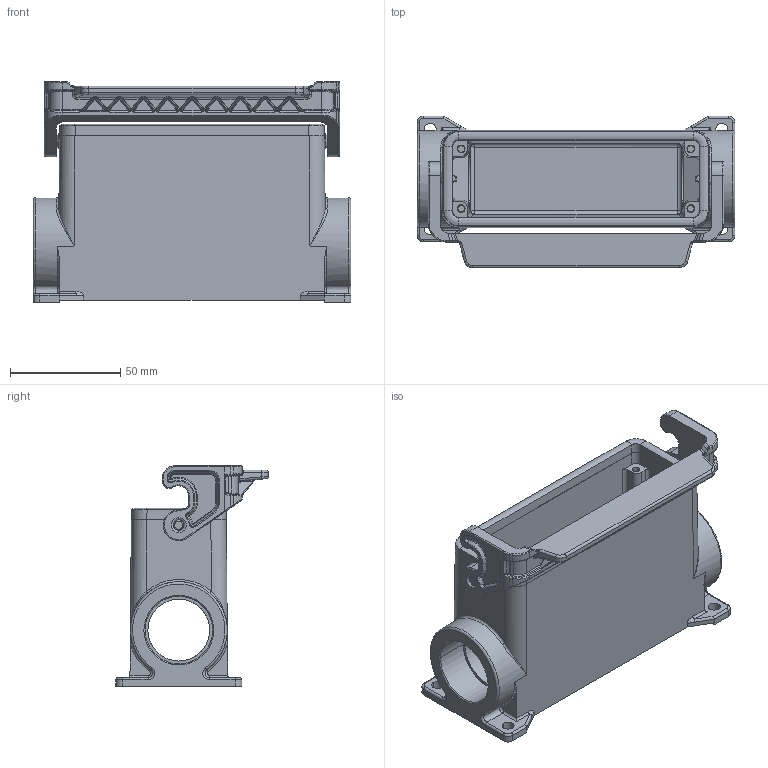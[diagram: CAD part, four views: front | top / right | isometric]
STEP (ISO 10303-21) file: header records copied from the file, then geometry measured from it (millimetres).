
FILE_DESCRIPTION(('Creo Elements/Direct Modeling STEP Export'),'2;1');
FILE_NAME('0ln7uvk5tno4k61968','2023-11-15T16:18:33',(''),(''),'Creo Elements/Direct Modeling STEP processor for AP214 (Solid Model)','Creo Elements/Direct Modeling 20.1B 02-Apr-2019 (C) Parametric Technology GmbH','');
FILE_SCHEMA(('AUTOMOTIVE_DESIGN { 1 0 10303 214 1 1 1 1 }'));
Products named in the file (2): JMPAP 24L232
Assembly tree (1 placements, depth 2):
  JMPAP 24L232
    JMPAP 24L232
Bounding box: 144 x 68.96 x 100 mm (x, y, z)
Volume: 176474.7 mm3; surface area: 77121.9 mm2
Topology: 1 solids, 1 shells, 901 faces, 2226 edges, 1304 vertices
Faces by surface type: cylinder 384, plane 198, bspline 176, torus 81, cone 34, sphere 28
Entity records: 85685 total; most frequent: CARTESIAN_POINT 59694, ORIENTED_EDGE 4384, DIRECTION 3325, EDGE_CURVE 2192, VERTEX_POINT 1304, AXIS2_PLACEMENT_3D 1217, EDGE_LOOP 926, COLOUR_RGB 902
